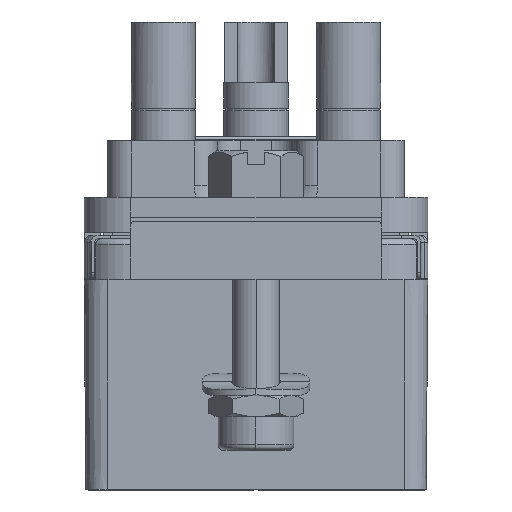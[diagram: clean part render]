
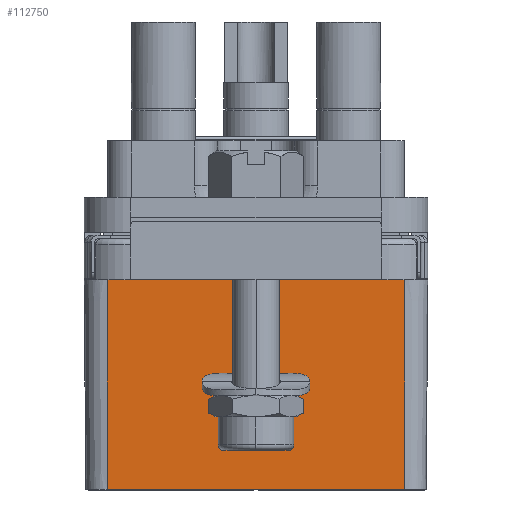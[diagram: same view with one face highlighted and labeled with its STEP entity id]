
A CAD part, left-side view. The second image highlights one B-rep face of the part: STEP entity #112750.
In plain terms, the highlighted planar face has unit normal (-1, 0, -0.009).
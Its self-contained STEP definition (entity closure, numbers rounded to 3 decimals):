
#238=DIRECTION('',(0.,-1.,0.));
#239=VECTOR('',#238,25.5);
#240=CARTESIAN_POINT('',(-19.343,12.75,-25.05));
#241=LINE('',#240,#239);
#5199=DIRECTION('',(0.,-1.,0.));
#5200=VECTOR('',#5199,25.5);
#5201=CARTESIAN_POINT('',(-19.5,12.75,-7.05));
#5202=LINE('',#5201,#5200);
#5270=DIRECTION('',(0.009,0.,-1.));
#5271=VECTOR('',#5270,18.001);
#5272=CARTESIAN_POINT('',(-19.5,-12.75,-7.05));
#5273=LINE('',#5272,#5271);
#30175=DIRECTION('',(0.009,0.,-1.));
#30176=VECTOR('',#30175,18.001);
#30177=CARTESIAN_POINT('',(-19.5,12.75,-7.05));
#30178=LINE('',#30177,#30176);
#66921=CARTESIAN_POINT('',(-19.343,12.75,-25.05));
#66923=VERTEX_POINT('',#66921);
#66924=CARTESIAN_POINT('',(-19.343,-12.75,-25.05));
#66925=VERTEX_POINT('',#66924);
#66937=CARTESIAN_POINT('',(-19.5,12.75,-7.05));
#66939=VERTEX_POINT('',#66937);
#66940=CARTESIAN_POINT('',(-19.5,-12.75,-7.05));
#66941=VERTEX_POINT('',#66940);
#112739=CARTESIAN_POINT('',(-19.5,12.75,-7.05));
#112740=DIRECTION('',(-1.,0.,-0.009));
#112741=DIRECTION('',(0.,-1.,0.));
#112742=AXIS2_PLACEMENT_3D('',#112739,#112740,#112741);
#112743=PLANE('',#112742);
#112744=ORIENTED_EDGE('',*,*,#79885,.T.);
#112745=ORIENTED_EDGE('',*,*,#79925,.T.);
#112746=ORIENTED_EDGE('',*,*,#77002,.F.);
#112747=ORIENTED_EDGE('',*,*,#77925,.F.);
#112748=EDGE_LOOP('',(#112744,#112745,#112746,#112747));
#112749=FACE_OUTER_BOUND('',#112748,.F.);
#112750=ADVANCED_FACE('',(#112749),#112743,.T.);
#77002=EDGE_CURVE('',#66923,#66925,#241,.T.);
#77925=EDGE_CURVE('',#66939,#66923,#30178,.T.);
#79885=EDGE_CURVE('',#66939,#66941,#5202,.T.);
#79925=EDGE_CURVE('',#66941,#66925,#5273,.T.);
